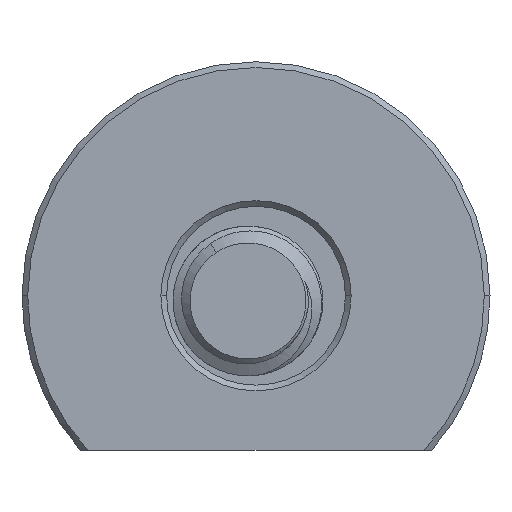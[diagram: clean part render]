
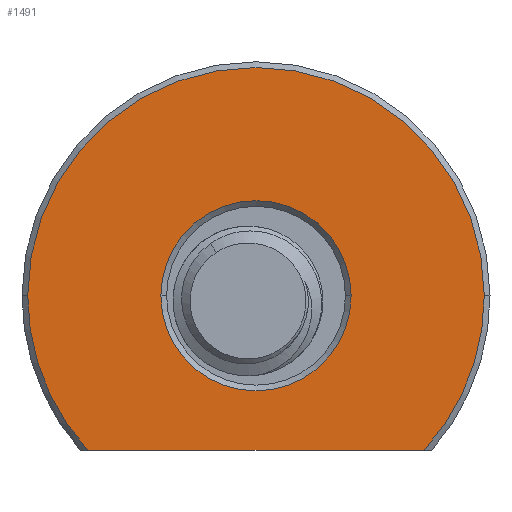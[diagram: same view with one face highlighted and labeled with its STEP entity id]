
A CAD part, front view. The second image highlights one B-rep face of the part: STEP entity #1491.
In plain terms, the highlighted face is planar.
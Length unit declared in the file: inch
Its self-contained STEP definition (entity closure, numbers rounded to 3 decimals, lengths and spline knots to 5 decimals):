
#37 = VECTOR ( 'NONE', #1713, 39.37008 ) ;
#70 = AXIS2_PLACEMENT_3D ( 'NONE', #2193, #774, #3248 ) ;
#91 = VERTEX_POINT ( 'NONE', #4127 ) ;
#220 = CARTESIAN_POINT ( 'NONE',  ( -0.6, 0., 0. ) ) ;
#254 = FACE_OUTER_BOUND ( 'NONE', #619, .T. ) ;
#264 = AXIS2_PLACEMENT_3D ( 'NONE', #2648, #4368, #826 ) ;
#305 = VERTEX_POINT ( 'NONE', #220 ) ;
#359 = CIRCLE ( 'NONE', #3148, 0.25 ) ;
#394 = VERTEX_POINT ( 'NONE', #3557 ) ;
#505 = ORIENTED_EDGE ( 'NONE', *, *, #4094, .T. ) ;
#560 = EDGE_CURVE ( 'NONE', #2341, #305, #1695, .T. ) ;
#619 = EDGE_LOOP ( 'NONE', ( #1062, #1583, #2497, #799 ) ) ;
#637 = CARTESIAN_POINT ( 'NONE',  ( 0.6, 0., 0. ) ) ;
#774 = DIRECTION ( 'NONE',  ( 0., 0., -1. ) ) ;
#799 = ORIENTED_EDGE ( 'NONE', *, *, #4405, .T. ) ;
#826 = DIRECTION ( 'NONE',  ( 1., 0., 0. ) ) ;
#988 = CIRCLE ( 'NONE', #264, 0.6 ) ;
#1062 = ORIENTED_EDGE ( 'NONE', *, *, #1521, .F. ) ;
#1227 = EDGE_LOOP ( 'NONE', ( #2117, #505 ) ) ;
#1307 = DIRECTION ( 'NONE',  ( 1., 0., 0. ) ) ;
#1377 = EDGE_CURVE ( 'NONE', #2996, #2341, #988, .T. ) ;
#1449 = VERTEX_POINT ( 'NONE', #3137 ) ;
#1491 = ADVANCED_FACE ( 'NONE', ( #3039, #254 ), #2336, .F. ) ;
#1521 = EDGE_CURVE ( 'NONE', #2996, #1449, #4112, .T. ) ;
#1583 = ORIENTED_EDGE ( 'NONE', *, *, #1377, .T. ) ;
#1626 = DIRECTION ( 'NONE',  ( 0., 0., 1. ) ) ;
#1695 = CIRCLE ( 'NONE', #2903, 0.6 ) ;
#1713 = DIRECTION ( 'NONE',  ( -1., 0., 0. ) ) ;
#1992 = CARTESIAN_POINT ( 'NONE',  ( 0.44177, 0.406, 0. ) ) ;
#2030 = CIRCLE ( 'NONE', #70, 0.6 ) ;
#2117 = ORIENTED_EDGE ( 'NONE', *, *, #2613, .T. ) ;
#2145 = DIRECTION ( 'NONE',  ( 0., 0., 1. ) ) ;
#2192 = CARTESIAN_POINT ( 'NONE',  ( 0., 0., 0. ) ) ;
#2193 = CARTESIAN_POINT ( 'NONE',  ( 0., 0., 0. ) ) ;
#2336 = PLANE ( 'NONE',  #4538 ) ;
#2341 = VERTEX_POINT ( 'NONE', #637 ) ;
#2497 = ORIENTED_EDGE ( 'NONE', *, *, #560, .T. ) ;
#2613 = EDGE_CURVE ( 'NONE', #394, #91, #3059, .T. ) ;
#2640 = DIRECTION ( 'NONE',  ( 0., 0., 1. ) ) ;
#2648 = CARTESIAN_POINT ( 'NONE',  ( 0., 0., 0. ) ) ;
#2903 = AXIS2_PLACEMENT_3D ( 'NONE', #3094, #4519, #1307 ) ;
#2923 = CARTESIAN_POINT ( 'NONE',  ( 0., 0., 0. ) ) ;
#2996 = VERTEX_POINT ( 'NONE', #1992 ) ;
#3039 = FACE_BOUND ( 'NONE', #1227, .T. ) ;
#3059 = CIRCLE ( 'NONE', #3736, 0.25 ) ;
#3094 = CARTESIAN_POINT ( 'NONE',  ( 0., 0., 0. ) ) ;
#3137 = CARTESIAN_POINT ( 'NONE',  ( -0.44177, 0.406, 0. ) ) ;
#3148 = AXIS2_PLACEMENT_3D ( 'NONE', #2192, #2145, #3550 ) ;
#3248 = DIRECTION ( 'NONE',  ( 1., 0., 0. ) ) ;
#3263 = DIRECTION ( 'NONE',  ( 1., 0., 0. ) ) ;
#3438 = CARTESIAN_POINT ( 'NONE',  ( 0.46194, 0.406, 0. ) ) ;
#3550 = DIRECTION ( 'NONE',  ( 1., 0., 0. ) ) ;
#3557 = CARTESIAN_POINT ( 'NONE',  ( -0.25, 0., 0. ) ) ;
#3736 = AXIS2_PLACEMENT_3D ( 'NONE', #2923, #2640, #3263 ) ;
#3895 = CARTESIAN_POINT ( 'NONE',  ( 0., 0., 0. ) ) ;
#4094 = EDGE_CURVE ( 'NONE', #91, #394, #359, .T. ) ;
#4112 = LINE ( 'NONE', #3438, #37 ) ;
#4127 = CARTESIAN_POINT ( 'NONE',  ( 0.25, 0., 0. ) ) ;
#4234 = DIRECTION ( 'NONE',  ( 1., 0., 0. ) ) ;
#4368 = DIRECTION ( 'NONE',  ( 0., 0., -1. ) ) ;
#4405 = EDGE_CURVE ( 'NONE', #305, #1449, #2030, .T. ) ;
#4519 = DIRECTION ( 'NONE',  ( 0., 0., -1. ) ) ;
#4538 = AXIS2_PLACEMENT_3D ( 'NONE', #3895, #1626, #4234 ) ;
